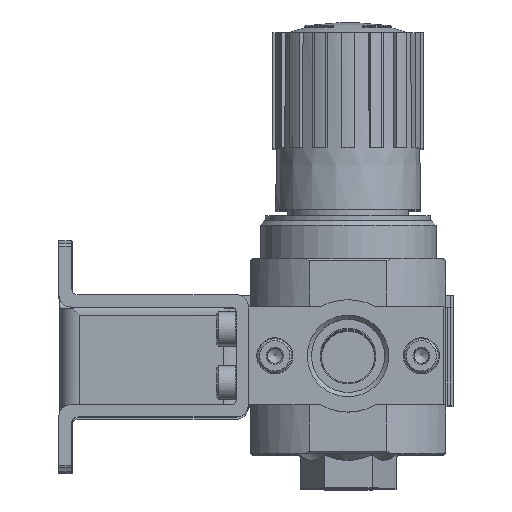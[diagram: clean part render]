
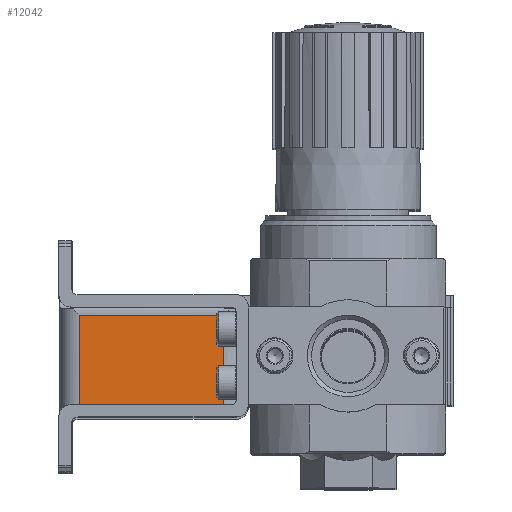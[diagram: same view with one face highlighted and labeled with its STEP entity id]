
A CAD part, top view. The second image highlights one B-rep face of the part: STEP entity #12042.
In plain terms, the highlighted face is planar.
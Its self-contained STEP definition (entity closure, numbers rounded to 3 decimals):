
#745=PLANE('',#13284);
#1441=LINE('',#19831,#2193);
#1442=LINE('',#19834,#2194);
#1443=LINE('',#19836,#2195);
#1444=LINE('',#19838,#2196);
#2193=VECTOR('',#16321,1000.);
#2194=VECTOR('',#16322,1000.);
#2195=VECTOR('',#16323,1000.);
#2196=VECTOR('',#16324,1000.);
#4887=ORIENTED_EDGE('',*,*,#6504,.T.);
#4888=ORIENTED_EDGE('',*,*,#6505,.F.);
#4889=ORIENTED_EDGE('',*,*,#6506,.F.);
#4890=ORIENTED_EDGE('',*,*,#6507,.T.);
#6504=EDGE_CURVE('',#7556,#7557,#1441,.T.);
#6505=EDGE_CURVE('',#7558,#7557,#1442,.T.);
#6506=EDGE_CURVE('',#7559,#7558,#1443,.T.);
#6507=EDGE_CURVE('',#7559,#7556,#1444,.T.);
#7556=VERTEX_POINT('',#19832);
#7557=VERTEX_POINT('',#19833);
#7558=VERTEX_POINT('',#19835);
#7559=VERTEX_POINT('',#19837);
#8964=EDGE_LOOP('',(#4887,#4888,#4889,#4890));
#9812=FACE_BOUND('',#8964,.T.);
#12042=ADVANCED_FACE('',(#9812),#745,.F.);
#13284=AXIS2_PLACEMENT_3D('',#19830,#16319,#16320);
#16319=DIRECTION('',(0.,-1.,0.));
#16320=DIRECTION('',(0.,0.,-1.));
#16321=DIRECTION('',(-1.,0.,0.));
#16322=DIRECTION('',(0.,0.,-1.));
#16323=DIRECTION('',(-1.,0.,0.));
#16324=DIRECTION('',(0.,0.,-1.));
#19830=CARTESIAN_POINT('',(37.5,18.5,23.7));
#19831=CARTESIAN_POINT('',(50.,18.5,-8.6));
#19832=CARTESIAN_POINT('',(33.5,18.5,-8.6));
#19833=CARTESIAN_POINT('',(4.,18.5,-8.6));
#19834=CARTESIAN_POINT('',(4.,18.5,50.));
#19835=CARTESIAN_POINT('',(4.,18.5,9.9));
#19836=CARTESIAN_POINT('',(37.5,18.5,9.9));
#19837=CARTESIAN_POINT('',(33.5,18.5,9.9));
#19838=CARTESIAN_POINT('',(33.5,18.5,50.));
